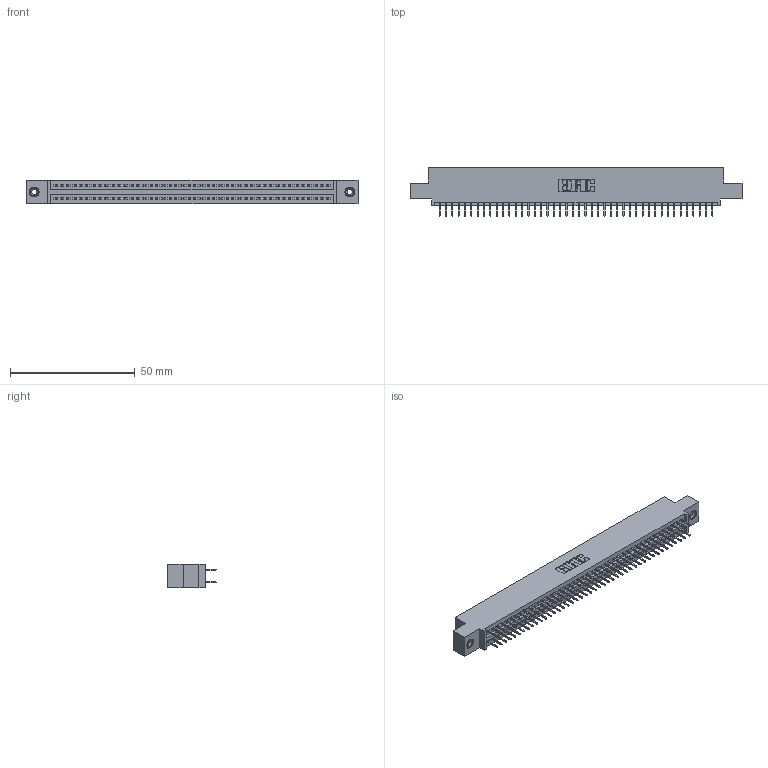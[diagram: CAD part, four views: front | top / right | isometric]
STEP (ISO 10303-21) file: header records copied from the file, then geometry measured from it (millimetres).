
FILE_DESCRIPTION (( 'STEP AP203' ), '1' );
FILE_NAME ('345-088-524-508.STEP', '2018-10-04T09:46:45', ( '' ), ( '' ), 'SwSTEP 2.0', 'SolidWorks 2016', '' );
FILE_SCHEMA (( 'CONFIG_CONTROL_DESIGN' ));
Length unit declared in the file: inch
Products named in the file (4): 345-292-001_345-293-124; 345-088-524-508; 345 Part_0.110 Offset - 0.156 Dia-TI; 345-250-001_345-250-003-102
Assembly tree (91 placements, depth 2):
  345-088-524-508
    345 Part_0.110 Offset - 0.156 Dia-TI
    345-292-001_345-293-124  x88
    345-250-001_345-250-003-102  x2
Bounding box: 132.97 x 19.35 x 9.4 mm (x, y, z)
Volume: 12722.3 mm3; surface area: 18599.1 mm2
Topology: 91 solids, 91 shells, 4942 faces, 13953 edges, 8942 vertices
Faces by surface type: plane 3548, cylinder 1378, cone 12, torus 4
Entity records: 35646 total; most frequent: CARTESIAN_POINT 5955, ORIENTED_EDGE 5882, DIRECTION 5275, EDGE_CURVE 2941, VECTOR 2617, LINE 2617, VERTEX_POINT 1952, AXIS2_PLACEMENT_3D 1329
